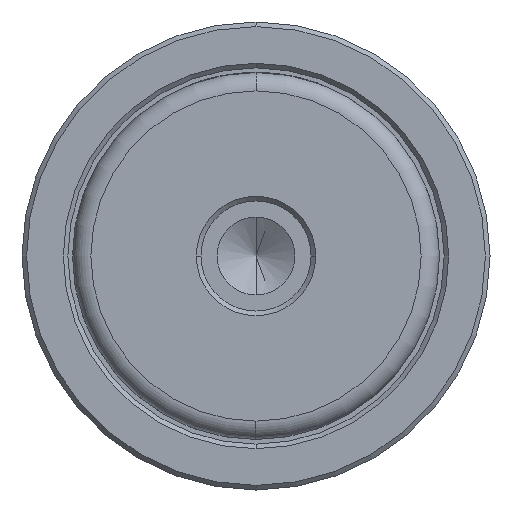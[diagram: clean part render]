
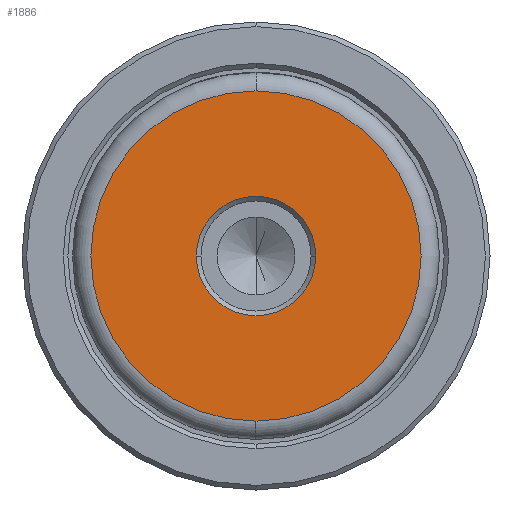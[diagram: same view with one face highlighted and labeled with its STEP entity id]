
A CAD part, left-side view. The second image highlights one B-rep face of the part: STEP entity #1886.
In plain terms, the highlighted planar face has unit normal (-1, 0, 0).
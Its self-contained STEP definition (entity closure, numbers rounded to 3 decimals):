
#4 = CARTESIAN_POINT ( 'NONE',  ( 0., 0., 0. ) ) ;
#139 = DIRECTION ( 'NONE',  ( 1., 0., 0. ) ) ;
#198 = DIRECTION ( 'NONE',  ( 0., 0., 1. ) ) ;
#208 = AXIS2_PLACEMENT_3D ( 'NONE', #747, #2126, #944 ) ;
#225 = CARTESIAN_POINT ( 'NONE',  ( 0., 0., 0. ) ) ;
#278 = CARTESIAN_POINT ( 'NONE',  ( 0., 6.5, 0. ) ) ;
#419 = DIRECTION ( 'NONE',  ( 0., 0., 1. ) ) ;
#625 = FACE_BOUND ( 'NONE', #2382, .T. ) ;
#677 = CIRCLE ( 'NONE', #2250, 6.5 ) ;
#696 = CARTESIAN_POINT ( 'NONE',  ( 0., 0., -17.997 ) ) ;
#745 = CIRCLE ( 'NONE', #1928, 17.997 ) ;
#747 = CARTESIAN_POINT ( 'NONE',  ( 0., 0., 0. ) ) ;
#769 = CARTESIAN_POINT ( 'NONE',  ( 0., 0., 17.997 ) ) ;
#835 = CIRCLE ( 'NONE', #208, 17.997 ) ;
#855 = VERTEX_POINT ( 'NONE', #278 ) ;
#866 = ORIENTED_EDGE ( 'NONE', *, *, #2482, .T. ) ;
#874 = VERTEX_POINT ( 'NONE', #696 ) ;
#944 = DIRECTION ( 'NONE',  ( 0., 0., 1. ) ) ;
#1037 = ORIENTED_EDGE ( 'NONE', *, *, #1356, .T. ) ;
#1075 = CARTESIAN_POINT ( 'NONE',  ( 0., -6.5, 0. ) ) ;
#1123 = VERTEX_POINT ( 'NONE', #1075 ) ;
#1288 = ORIENTED_EDGE ( 'NONE', *, *, #1298, .T. ) ;
#1298 = EDGE_CURVE ( 'NONE', #855, #1123, #677, .T. ) ;
#1327 = CARTESIAN_POINT ( 'NONE',  ( 0., 0., 0. ) ) ;
#1356 = EDGE_CURVE ( 'NONE', #1636, #874, #835, .T. ) ;
#1372 = DIRECTION ( 'NONE',  ( 0., 0., 1. ) ) ;
#1387 = DIRECTION ( 'NONE',  ( 1., 0., 0. ) ) ;
#1402 = AXIS2_PLACEMENT_3D ( 'NONE', #4, #1387, #198 ) ;
#1532 = DIRECTION ( 'NONE',  ( 0., 0., 1. ) ) ;
#1575 = ORIENTED_EDGE ( 'NONE', *, *, #2376, .T. ) ;
#1616 = DIRECTION ( 'NONE',  ( -1., 0., 0. ) ) ;
#1636 = VERTEX_POINT ( 'NONE', #769 ) ;
#1692 = FACE_OUTER_BOUND ( 'NONE', #2336, .T. ) ;
#1761 = DIRECTION ( 'NONE',  ( -1., 0., 0. ) ) ;
#1886 = ADVANCED_FACE ( 'NONE', ( #625, #1692 ), #2543, .T. ) ;
#1928 = AXIS2_PLACEMENT_3D ( 'NONE', #225, #1616, #419 ) ;
#2126 = DIRECTION ( 'NONE',  ( -1., 0., 0. ) ) ;
#2250 = AXIS2_PLACEMENT_3D ( 'NONE', #1327, #139, #1532 ) ;
#2336 = EDGE_LOOP ( 'NONE', ( #1037, #866 ) ) ;
#2352 = CARTESIAN_POINT ( 'NONE',  ( 0., 0., 0. ) ) ;
#2376 = EDGE_CURVE ( 'NONE', #1123, #855, #2511, .T. ) ;
#2378 = AXIS2_PLACEMENT_3D ( 'NONE', #2352, #1761, #1372 ) ;
#2382 = EDGE_LOOP ( 'NONE', ( #1575, #1288 ) ) ;
#2482 = EDGE_CURVE ( 'NONE', #874, #1636, #745, .T. ) ;
#2511 = CIRCLE ( 'NONE', #1402, 6.5 ) ;
#2543 = PLANE ( 'NONE',  #2378 ) ;
